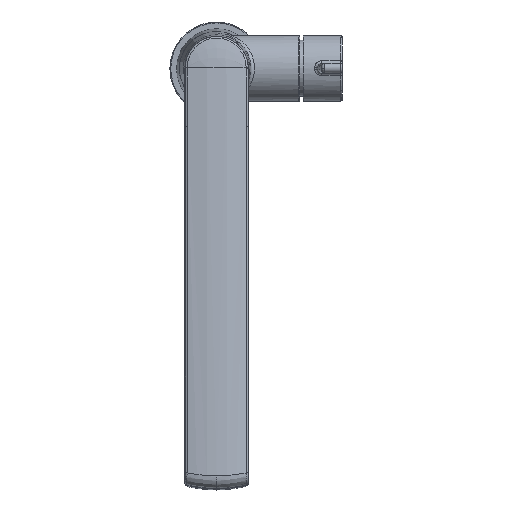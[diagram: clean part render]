
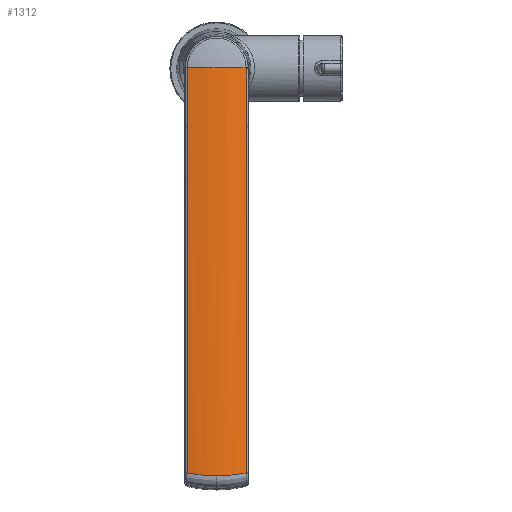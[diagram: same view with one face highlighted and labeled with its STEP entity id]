
A CAD part, top view. The second image highlights one B-rep face of the part: STEP entity #1312.
In plain terms, the highlighted cylindrical face has radius 83.765 mm (diameter 167.529 mm), a partial arc.
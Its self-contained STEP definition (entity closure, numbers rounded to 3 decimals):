
#80=B_SPLINE_CURVE_WITH_KNOTS('',3,(#3838,#3839,#3840,#3841,#3842),
 .UNSPECIFIED.,.F.,.F.,(4,1,4),(0.,0.497,1.),
 .UNSPECIFIED.);
#81=B_SPLINE_CURVE_WITH_KNOTS('',3,(#3844,#3845,#3846,#3847,#3848,#3849,
#3850),.UNSPECIFIED.,.F.,.F.,(4,3,4),(0.,0.503,1.),
 .UNSPECIFIED.);
#177=LINE('',#3833,#229);
#178=LINE('',#3852,#230);
#179=LINE('',#3854,#231);
#180=LINE('',#3857,#232);
#229=VECTOR('',#1744,201.398);
#230=VECTOR('',#1751,201.398);
#231=VECTOR('',#1752,34.036);
#232=VECTOR('',#1755,34.036);
#272=CYLINDRICAL_SURFACE('',#1502,83.765);
#321=FACE_OUTER_BOUND('',#422,.T.);
#422=EDGE_LOOP('',(#989,#990,#991,#992,#993,#994,#995));
#522=CIRCLE('',#1503,83.765);
#618=VERTEX_POINT('',#3831);
#619=VERTEX_POINT('',#3832);
#620=VERTEX_POINT('',#3837);
#621=VERTEX_POINT('',#3843);
#622=VERTEX_POINT('',#3851);
#623=VERTEX_POINT('',#3853);
#624=VERTEX_POINT('',#3855);
#750=EDGE_CURVE('',#618,#619,#177,.T.);
#753=EDGE_CURVE('',#618,#620,#80,.T.);
#754=EDGE_CURVE('',#620,#621,#81,.T.);
#755=EDGE_CURVE('',#622,#621,#178,.T.);
#756=EDGE_CURVE('',#623,#622,#179,.T.);
#757=EDGE_CURVE('',#624,#623,#522,.T.);
#758=EDGE_CURVE('',#619,#624,#180,.T.);
#989=ORIENTED_EDGE('',*,*,#753,.T.);
#990=ORIENTED_EDGE('',*,*,#754,.T.);
#991=ORIENTED_EDGE('',*,*,#755,.F.);
#992=ORIENTED_EDGE('',*,*,#756,.F.);
#993=ORIENTED_EDGE('',*,*,#757,.F.);
#994=ORIENTED_EDGE('',*,*,#758,.F.);
#995=ORIENTED_EDGE('',*,*,#750,.F.);
#1312=ADVANCED_FACE('',(#321),#272,.T.);
#1502=AXIS2_PLACEMENT_3D('',#3836,#1749,#1750);
#1503=AXIS2_PLACEMENT_3D('',#3856,#1753,#1754);
#1744=DIRECTION('',(0.,-0.114,-0.993));
#1749=DIRECTION('center_axis',(0.,-0.114,-0.993));
#1750=DIRECTION('ref_axis',(0.,0.993,-0.114));
#1751=DIRECTION('',(0.,0.114,0.993));
#1752=DIRECTION('',(0.,0.114,0.993));
#1753=DIRECTION('center_axis',(0.,-0.114,-0.993));
#1754=DIRECTION('ref_axis',(0.,0.993,-0.114));
#1755=DIRECTION('',(0.,-0.114,-0.993));
#3831=CARTESIAN_POINT('',(-17.026,72.039,233.82));
#3832=CARTESIAN_POINT('',(-17.026,49.045,33.739));
#3833=CARTESIAN_POINT('',(-17.026,72.039,233.82));
#3836=CARTESIAN_POINT('Origin',(0.,-8.458,251.74));
#3837=CARTESIAN_POINT('',(0.,74.006,235.62));
#3838=CARTESIAN_POINT('Ctrl Pts',(-17.026,72.039,233.82));
#3839=CARTESIAN_POINT('Ctrl Pts',(-14.282,72.68,234.41));
#3840=CARTESIAN_POINT('Ctrl Pts',(-8.686,73.662,235.309));
#3841=CARTESIAN_POINT('Ctrl Pts',(-2.934,74.006,235.62));
#3842=CARTESIAN_POINT('Ctrl Pts',(0.,74.006,235.62));
#3843=CARTESIAN_POINT('',(17.026,72.039,233.82));
#3844=CARTESIAN_POINT('Ctrl Pts',(0.,74.006,
235.62));
#3845=CARTESIAN_POINT('Ctrl Pts',(2.934,74.006,235.62));
#3846=CARTESIAN_POINT('Ctrl Pts',(5.827,73.833,235.464));
#3847=CARTESIAN_POINT('Ctrl Pts',(8.681,73.499,235.159));
#3848=CARTESIAN_POINT('Ctrl Pts',(11.501,73.168,234.857));
#3849=CARTESIAN_POINT('Ctrl Pts',(14.282,72.68,234.41));
#3850=CARTESIAN_POINT('Ctrl Pts',(17.026,72.039,233.82));
#3851=CARTESIAN_POINT('',(17.026,49.045,33.739));
#3852=CARTESIAN_POINT('',(17.026,49.045,33.739));
#3853=CARTESIAN_POINT('',(17.026,45.159,-0.074));
#3854=CARTESIAN_POINT('',(17.026,45.159,-0.074));
#3855=CARTESIAN_POINT('',(-17.026,45.159,-0.074));
#3856=CARTESIAN_POINT('Origin',(0.,-36.321,9.29));
#3857=CARTESIAN_POINT('',(-17.026,49.045,33.739));
